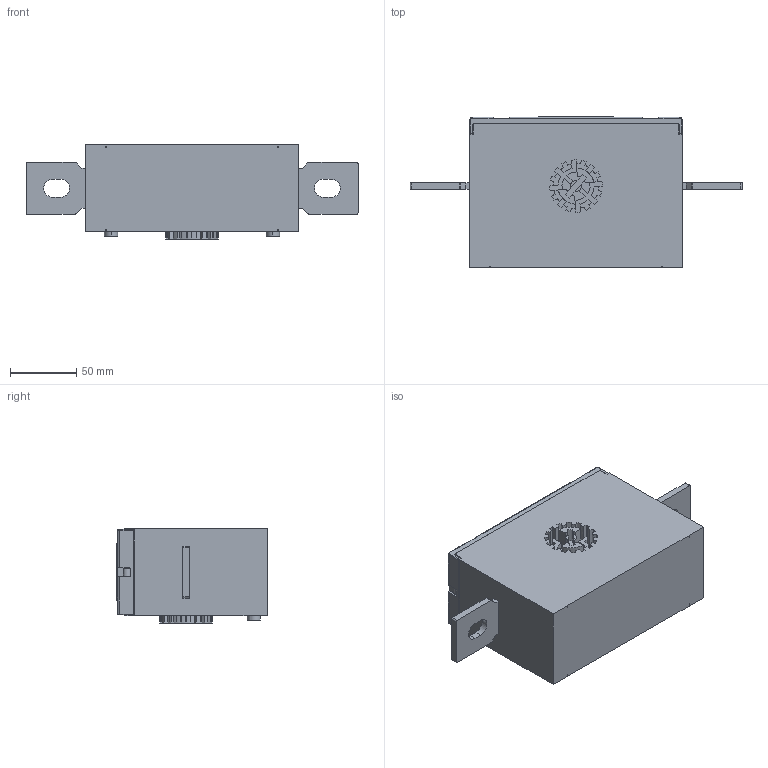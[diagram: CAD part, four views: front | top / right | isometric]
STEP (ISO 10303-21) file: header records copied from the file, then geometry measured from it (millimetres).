
FILE_DESCRIPTION (( 'STEP AP214' ), '1' );
FILE_NAME ('ïîëþñ 800.STEP', '2026-01-14T09:29:33', ( '' ), ( '' ), 'SwSTEP 2.0', 'SolidWorks 2022', '' );
FILE_SCHEMA (( 'AUTOMOTIVE_DESIGN' ));
Length unit declared in the file: millimetre
Products named in the file (1): полюс 800
Bounding box: 250 x 113.2 x 70.9 mm (x, y, z)
Volume: 1165312.9 mm3; surface area: 111236.6 mm2
Topology: 1 solids, 41 shells, 1078 faces, 2840 edges, 1843 vertices
Faces by surface type: plane 682, cylinder 367, torus 12, cone 9, bspline 4, sphere 4
Entity records: 44605 total; most frequent: CARTESIAN_POINT 7505, ORIENTED_EDGE 5680, DIRECTION 5425, EDGE_CURVE 2840, VECTOR 1999, LINE 1999, VERTEX_POINT 1843, AXIS2_PLACEMENT_3D 1713
